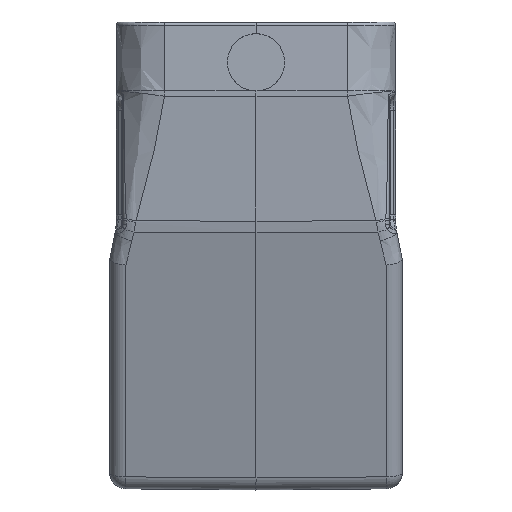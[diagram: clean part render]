
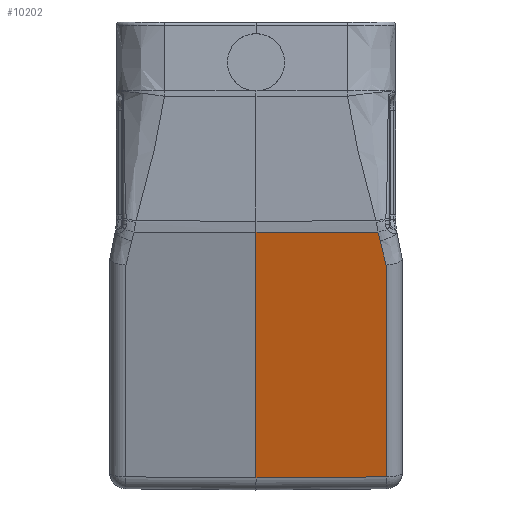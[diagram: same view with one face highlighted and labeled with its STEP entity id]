
A CAD part, left-side view. The second image highlights one B-rep face of the part: STEP entity #10202.
In plain terms, the highlighted planar face has unit normal (-0.966, -0.009, -0.259).
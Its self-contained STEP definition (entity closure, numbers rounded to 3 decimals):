
#194=CARTESIAN_POINT('',(-33.046,-20.022,
-37.395));
#195=CARTESIAN_POINT('',(-33.16,-19.942,
-36.972));
#196=CARTESIAN_POINT('',(-33.387,-19.769,
-36.132));
#197=CARTESIAN_POINT('',(-33.718,-19.475,
-34.907));
#198=CARTESIAN_POINT('',(-33.94,-19.241,
-34.087));
#199=CARTESIAN_POINT('',(-34.05,-19.115,
-33.678));
#273=DIRECTION('',(-0.259,0.,0.966));
#274=VECTOR('',#273,39.136);
#275=CARTESIAN_POINT('',(-24.451,0.,
-70.147));
#276=LINE('',#275,#274);
#277=DIRECTION('',(-0.007,1.,-0.009));
#278=VECTOR('',#277,20.023);
#279=CARTESIAN_POINT('',(-24.317,-20.022,
-69.972));
#280=LINE('',#279,#278);
#1085=CARTESIAN_POINT('',(-34.05,-19.115,
-33.678));
#1086=CARTESIAN_POINT('',(-34.094,-19.066,
-33.517));
#1087=CARTESIAN_POINT('',(-34.179,-18.981,
-33.2));
#1088=CARTESIAN_POINT('',(-34.307,-18.87,
-32.728));
#1089=CARTESIAN_POINT('',(-34.382,-18.802,
-32.449));
#1090=CARTESIAN_POINT('',(-34.418,-18.767,
-32.316));
#1107=DIRECTION('',(-0.009,1.,-0.002));
#1108=VECTOR('',#1107,18.768);
#1109=CARTESIAN_POINT('',(-34.418,-18.767,
-32.316));
#1110=LINE('',#1109,#1108);
#6783=DIRECTION('',(-0.259,0.,0.966));
#6784=VECTOR('',#6783,33.727);
#6785=CARTESIAN_POINT('',(-24.317,-20.022,
-69.972));
#6786=LINE('',#6785,#6784);
#8488=CARTESIAN_POINT('',(-34.418,-18.767,
-32.316));
#8489=CARTESIAN_POINT('',(-34.58,0.,
-32.345));
#8490=VERTEX_POINT('',#8488);
#8491=VERTEX_POINT('',#8489);
#8492=VERTEX_POINT('',#1085);
#8493=VERTEX_POINT('',#194);
#8494=CARTESIAN_POINT('',(-24.317,-20.022,
-69.972));
#8495=VERTEX_POINT('',#8494);
#8496=CARTESIAN_POINT('',(-24.451,0.,
-70.147));
#8497=VERTEX_POINT('',#8496);
#10185=CARTESIAN_POINT('',(-23.955,0.,-72.));
#10186=DIRECTION('',(-0.966,-0.009,-0.259));
#10187=DIRECTION('',(-0.259,0.,0.966));
#10188=AXIS2_PLACEMENT_3D('',#10185,#10186,#10187);
#10189=PLANE('',#10188);
#10191=ORIENTED_EDGE('',*,*,#10190,.T.);
#10193=ORIENTED_EDGE('',*,*,#10192,.F.);
#10195=ORIENTED_EDGE('',*,*,#10194,.F.);
#10196=ORIENTED_EDGE('',*,*,#10097,.F.);
#10198=ORIENTED_EDGE('',*,*,#10197,.F.);
#10199=ORIENTED_EDGE('',*,*,#10175,.T.);
#10200=EDGE_LOOP('',(#10191,#10193,#10195,#10196,#10198,#10199));
#10201=FACE_OUTER_BOUND('',#10200,.F.);
#10202=ADVANCED_FACE('',(#10201),#10189,.T.);
#200=B_SPLINE_CURVE_WITH_KNOTS('',3,(#194,#195,#196,#197,#198,#199),
.UNSPECIFIED.,.F.,.F.,(4,1,1,4),(0.,0.333,0.667,1.),
.UNSPECIFIED.);
#1091=B_SPLINE_CURVE_WITH_KNOTS('',3,(#1085,#1086,#1087,#1088,#1089,#1090),
.UNSPECIFIED.,.F.,.F.,(4,1,1,4),(0.,0.333,0.667,1.),
.UNSPECIFIED.);
#10097=EDGE_CURVE('',#8493,#8492,#200,.T.);
#10175=EDGE_CURVE('',#8495,#8497,#280,.T.);
#10190=EDGE_CURVE('',#8497,#8491,#276,.T.);
#10192=EDGE_CURVE('',#8490,#8491,#1110,.T.);
#10194=EDGE_CURVE('',#8492,#8490,#1091,.T.);
#10197=EDGE_CURVE('',#8495,#8493,#6786,.T.);
